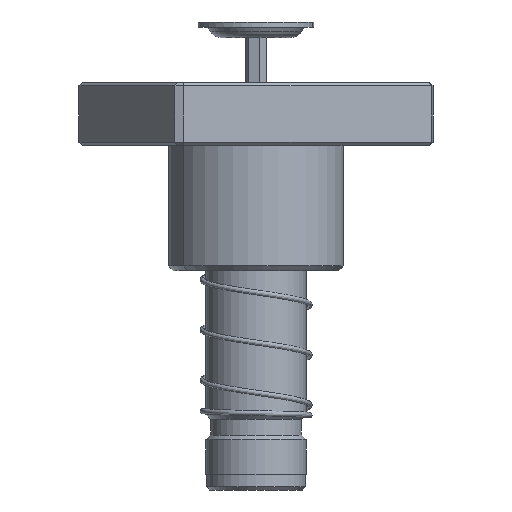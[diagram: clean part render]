
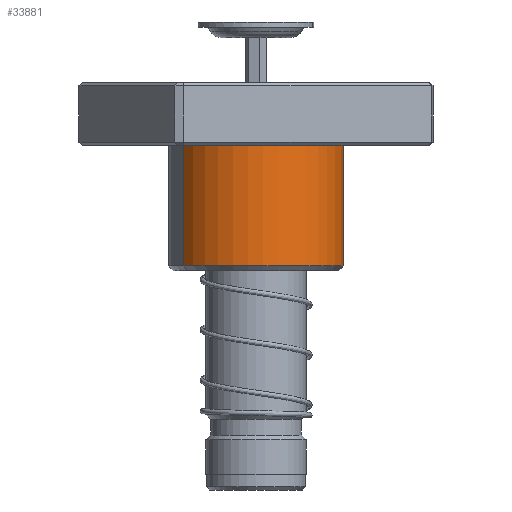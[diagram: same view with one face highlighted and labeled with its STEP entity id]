
A CAD part, front view. The second image highlights one B-rep face of the part: STEP entity #33881.
In plain terms, the highlighted cylindrical face has radius 28 mm (diameter 56 mm), a partial arc.
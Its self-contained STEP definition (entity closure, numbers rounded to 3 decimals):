
#762 = DIRECTION ( 'NONE',  ( 0., 0., -1. ) ) ;
#1360 = EDGE_CURVE ( 'NONE', #42162, #15706, #13137, .T. ) ;
#1760 = CARTESIAN_POINT ( 'NONE',  ( 28., 0., 60. ) ) ;
#4011 = CARTESIAN_POINT ( 'NONE',  ( -28., 0., 20. ) ) ;
#4633 = FACE_OUTER_BOUND ( 'NONE', #6672, .T. ) ;
#4958 = DIRECTION ( 'NONE',  ( -1., 0., 0. ) ) ;
#5182 = ORIENTED_EDGE ( 'NONE', *, *, #20761, .T. ) ;
#5438 = ORIENTED_EDGE ( 'NONE', *, *, #15602, .T. ) ;
#6672 = EDGE_LOOP ( 'NONE', ( #42957, #5182, #5438, #41262, #25987 ) ) ;
#7704 = DIRECTION ( 'NONE',  ( 0., 0., -1. ) ) ;
#9526 = CARTESIAN_POINT ( 'NONE',  ( -28., 0., 58.5 ) ) ;
#9528 = DIRECTION ( 'NONE',  ( 0., 0., -1. ) ) ;
#11922 = VERTEX_POINT ( 'NONE', #4011 ) ;
#13137 = CIRCLE ( 'NONE', #37303, 28. ) ;
#14200 = VECTOR ( 'NONE', #7704, 1000. ) ;
#14921 = CIRCLE ( 'NONE', #27520, 28. ) ;
#15602 = EDGE_CURVE ( 'NONE', #34630, #11922, #36307, .T. ) ;
#15706 = VERTEX_POINT ( 'NONE', #33677 ) ;
#16369 = CYLINDRICAL_SURFACE ( 'NONE', #47164, 28. ) ;
#19386 = AXIS2_PLACEMENT_3D ( 'NONE', #34244, #9528, #38459 ) ;
#20537 = CARTESIAN_POINT ( 'NONE',  ( 28., 0., 58.5 ) ) ;
#20761 = EDGE_CURVE ( 'NONE', #47296, #34630, #27210, .T. ) ;
#21221 = CARTESIAN_POINT ( 'NONE',  ( 0., -28., 20. ) ) ;
#25987 = ORIENTED_EDGE ( 'NONE', *, *, #1360, .T. ) ;
#26847 = LINE ( 'NONE', #1760, #28134 ) ;
#27210 = CIRCLE ( 'NONE', #19386, 28. ) ;
#27520 = AXIS2_PLACEMENT_3D ( 'NONE', #44498, #28414, #32421 ) ;
#28134 = VECTOR ( 'NONE', #35558, 1000. ) ;
#28252 = CARTESIAN_POINT ( 'NONE',  ( -28., 0., 60. ) ) ;
#28414 = DIRECTION ( 'NONE',  ( 0., 0., 1. ) ) ;
#31354 = EDGE_CURVE ( 'NONE', #47296, #15706, #26847, .T. ) ;
#32421 = DIRECTION ( 'NONE',  ( 1., 0., 0. ) ) ;
#33677 = CARTESIAN_POINT ( 'NONE',  ( 28., 0., 20. ) ) ;
#33881 = ADVANCED_FACE ( 'NONE', ( #4633 ), #16369, .T. ) ;
#34244 = CARTESIAN_POINT ( 'NONE',  ( 0., 0., 58.5 ) ) ;
#34630 = VERTEX_POINT ( 'NONE', #9526 ) ;
#35558 = DIRECTION ( 'NONE',  ( 0., 0., -1. ) ) ;
#36307 = LINE ( 'NONE', #28252, #14200 ) ;
#37303 = AXIS2_PLACEMENT_3D ( 'NONE', #45876, #37473, #50053 ) ;
#37473 = DIRECTION ( 'NONE',  ( 0., 0., 1. ) ) ;
#38459 = DIRECTION ( 'NONE',  ( 1., 0., 0. ) ) ;
#41262 = ORIENTED_EDGE ( 'NONE', *, *, #49933, .T. ) ;
#42162 = VERTEX_POINT ( 'NONE', #21221 ) ;
#42957 = ORIENTED_EDGE ( 'NONE', *, *, #31354, .F. ) ;
#44498 = CARTESIAN_POINT ( 'NONE',  ( 0., 0., 20. ) ) ;
#45876 = CARTESIAN_POINT ( 'NONE',  ( 0., 0., 20. ) ) ;
#46986 = CARTESIAN_POINT ( 'NONE',  ( 0., 0., 60. ) ) ;
#47164 = AXIS2_PLACEMENT_3D ( 'NONE', #46986, #762, #4958 ) ;
#47296 = VERTEX_POINT ( 'NONE', #20537 ) ;
#49933 = EDGE_CURVE ( 'NONE', #11922, #42162, #14921, .T. ) ;
#50053 = DIRECTION ( 'NONE',  ( 1., 0., 0. ) ) ;
